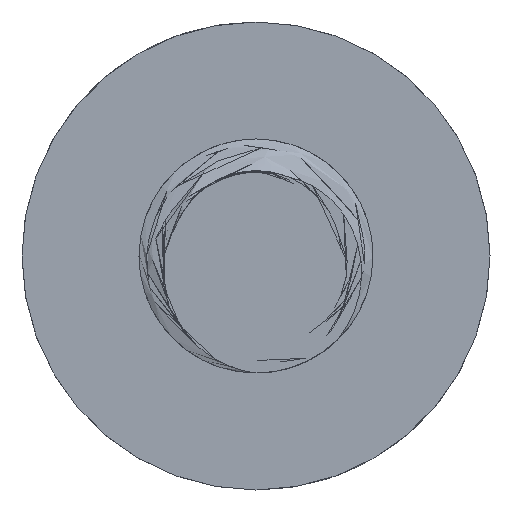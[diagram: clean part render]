
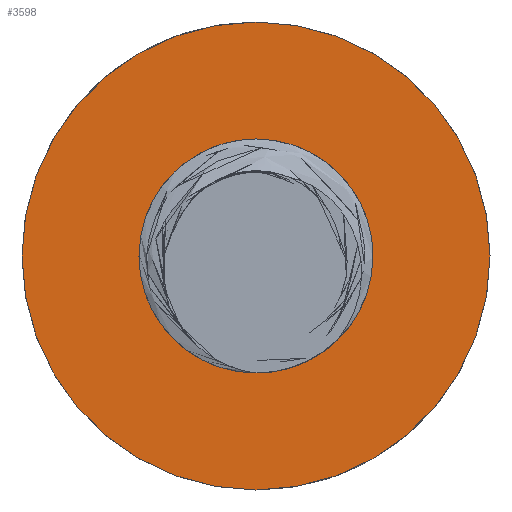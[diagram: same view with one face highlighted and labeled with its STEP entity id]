
A CAD part, left-side view. The second image highlights one B-rep face of the part: STEP entity #3598.
In plain terms, the highlighted planar face has unit normal (-1, 0, 0).
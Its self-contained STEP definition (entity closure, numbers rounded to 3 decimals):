
#289 = DIRECTION ( 'NONE',  ( 0., 0., -1. ) ) ;
#290 = CARTESIAN_POINT ( 'NONE',  ( 10., 0., -1. ) ) ;
#297 = CARTESIAN_POINT ( 'NONE',  ( 10., 0., 1. ) ) ;
#334 = CIRCLE ( 'NONE', #6713, 1. ) ;
#450 = DIRECTION ( 'NONE',  ( 0., 0., -1. ) ) ;
#562 = VERTEX_POINT ( 'NONE', #290 ) ;
#676 = EDGE_LOOP ( 'NONE', ( #2348, #3448 ) ) ;
#704 = CARTESIAN_POINT ( 'NONE',  ( 10., 0., 0. ) ) ;
#859 = VERTEX_POINT ( 'NONE', #3128 ) ;
#1266 = DIRECTION ( 'NONE',  ( 0., 0., -1. ) ) ;
#1336 = AXIS2_PLACEMENT_3D ( 'NONE', #7395, #3855, #450 ) ;
#1341 = CARTESIAN_POINT ( 'NONE',  ( 10., 0., 0. ) ) ;
#1729 = AXIS2_PLACEMENT_3D ( 'NONE', #2391, #6460, #2980 ) ;
#1914 = DIRECTION ( 'NONE',  ( 0., 0., -1. ) ) ;
#2348 = ORIENTED_EDGE ( 'NONE', *, *, #3132, .F. ) ;
#2384 = EDGE_CURVE ( 'NONE', #562, #2558, #334, .T. ) ;
#2391 = CARTESIAN_POINT ( 'NONE',  ( 10., 0., 0. ) ) ;
#2432 = ORIENTED_EDGE ( 'NONE', *, *, #3358, .T. ) ;
#2522 = ORIENTED_EDGE ( 'NONE', *, *, #4025, .T. ) ;
#2558 = VERTEX_POINT ( 'NONE', #297 ) ;
#2766 = AXIS2_PLACEMENT_3D ( 'NONE', #704, #4686, #1266 ) ;
#2980 = DIRECTION ( 'NONE',  ( 0., 0., -1. ) ) ;
#3018 = AXIS2_PLACEMENT_3D ( 'NONE', #7242, #3711, #289 ) ;
#3128 = CARTESIAN_POINT ( 'NONE',  ( 10., 0., -0.5 ) ) ;
#3132 = EDGE_CURVE ( 'NONE', #2558, #562, #7220, .T. ) ;
#3141 = CARTESIAN_POINT ( 'NONE',  ( 10., 0., 0.5 ) ) ;
#3177 = FACE_OUTER_BOUND ( 'NONE', #676, .T. ) ;
#3358 = EDGE_CURVE ( 'NONE', #4961, #859, #5076, .T. ) ;
#3448 = ORIENTED_EDGE ( 'NONE', *, *, #2384, .F. ) ;
#3598 = ADVANCED_FACE ( 'NONE', ( #6258, #3177 ), #4963, .F. ) ;
#3711 = DIRECTION ( 'NONE',  ( 1., 0., 0. ) ) ;
#3855 = DIRECTION ( 'NONE',  ( 1., 0., 0. ) ) ;
#4025 = EDGE_CURVE ( 'NONE', #859, #4961, #6735, .T. ) ;
#4062 = EDGE_LOOP ( 'NONE', ( #2522, #2432 ) ) ;
#4686 = DIRECTION ( 'NONE',  ( 1., 0., 0. ) ) ;
#4961 = VERTEX_POINT ( 'NONE', #3141 ) ;
#4963 = PLANE ( 'NONE',  #1336 ) ;
#5076 = CIRCLE ( 'NONE', #3018, 0.5 ) ;
#5361 = DIRECTION ( 'NONE',  ( 1., 0., 0. ) ) ;
#6258 = FACE_BOUND ( 'NONE', #4062, .T. ) ;
#6460 = DIRECTION ( 'NONE',  ( 1., 0., 0. ) ) ;
#6713 = AXIS2_PLACEMENT_3D ( 'NONE', #1341, #5361, #1914 ) ;
#6735 = CIRCLE ( 'NONE', #1729, 0.5 ) ;
#7220 = CIRCLE ( 'NONE', #2766, 1. ) ;
#7242 = CARTESIAN_POINT ( 'NONE',  ( 10., 0., 0. ) ) ;
#7395 = CARTESIAN_POINT ( 'NONE',  ( 10., 0., 0. ) ) ;
